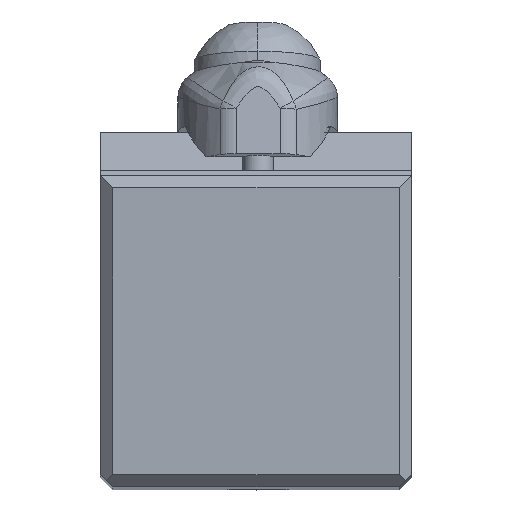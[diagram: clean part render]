
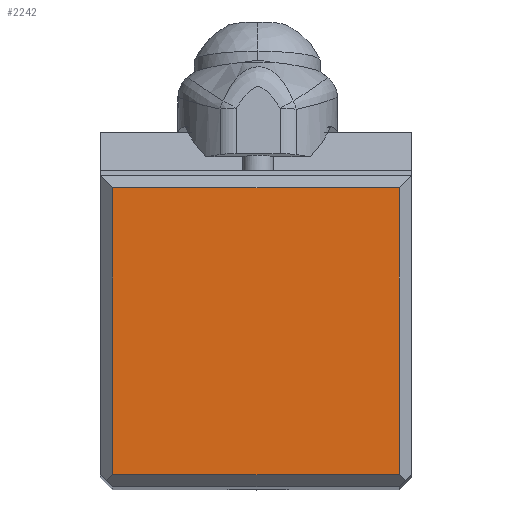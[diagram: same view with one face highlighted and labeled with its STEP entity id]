
A CAD part, top view. The second image highlights one B-rep face of the part: STEP entity #2242.
In plain terms, the highlighted planar face has unit normal (0, 0, 1).
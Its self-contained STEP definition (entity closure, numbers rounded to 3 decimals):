
#1988=FACE_OUTER_BOUND('',#2612,.T.);
#2242=ADVANCED_FACE('',(#1988),#2495,.T.);
#2495=PLANE('',#6696);
#2612=EDGE_LOOP('',(#3078,#3079,#3080,#3081));
#3078=ORIENTED_EDGE('',*,*,#4887,.F.);
#3079=ORIENTED_EDGE('',*,*,#4884,.F.);
#3080=ORIENTED_EDGE('',*,*,#4882,.F.);
#3081=ORIENTED_EDGE('',*,*,#4880,.T.);
#4375=VERTEX_POINT('',#8623);
#4376=VERTEX_POINT('',#8625);
#4377=VERTEX_POINT('',#8629);
#4378=VERTEX_POINT('',#8633);
#4880=EDGE_CURVE('',#4376,#4375,#5875,.T.);
#4882=EDGE_CURVE('',#4376,#4377,#5877,.T.);
#4884=EDGE_CURVE('',#4377,#4378,#5879,.T.);
#4887=EDGE_CURVE('',#4378,#4375,#5882,.T.);
#5875=LINE('',#8624,#6129);
#5877=LINE('',#8628,#6131);
#5879=LINE('',#8632,#6133);
#5882=LINE('',#8638,#6136);
#6129=VECTOR('',#7367,1.);
#6131=VECTOR('',#7371,1.);
#6133=VECTOR('',#7375,1.);
#6136=VECTOR('',#7382,1.);
#6696=AXIS2_PLACEMENT_3D('',#8640,#7385,#7386);
#7367=DIRECTION('',(1.,0.,0.));
#7371=DIRECTION('',(0.,1.,0.));
#7375=DIRECTION('',(1.,0.,0.));
#7382=DIRECTION('',(0.,-1.,0.));
#7385=DIRECTION('',(0.,0.,1.));
#7386=DIRECTION('',(1.,0.,0.));
#8623=CARTESIAN_POINT('',(-1.,1.,0.));
#8624=CARTESIAN_POINT('',(-24.4,1.,0.));
#8625=CARTESIAN_POINT('',(-24.4,1.,0.));
#8628=CARTESIAN_POINT('',(-24.4,1.,0.));
#8629=CARTESIAN_POINT('',(-24.4,24.4,0.));
#8632=CARTESIAN_POINT('',(-24.4,24.4,0.));
#8633=CARTESIAN_POINT('',(-1.,24.4,0.));
#8638=CARTESIAN_POINT('',(-1.,24.4,0.));
#8640=CARTESIAN_POINT('',(-12.7,12.7,0.));
